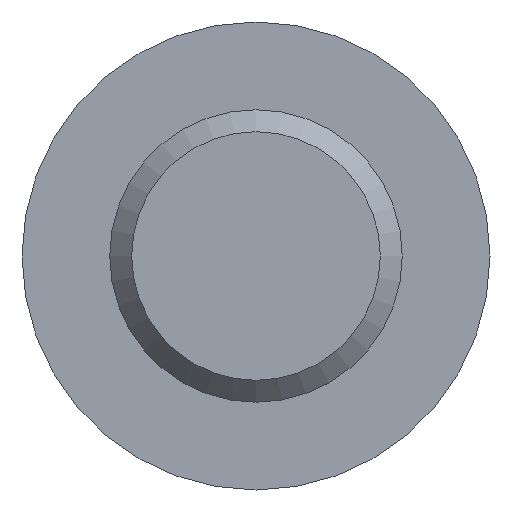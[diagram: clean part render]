
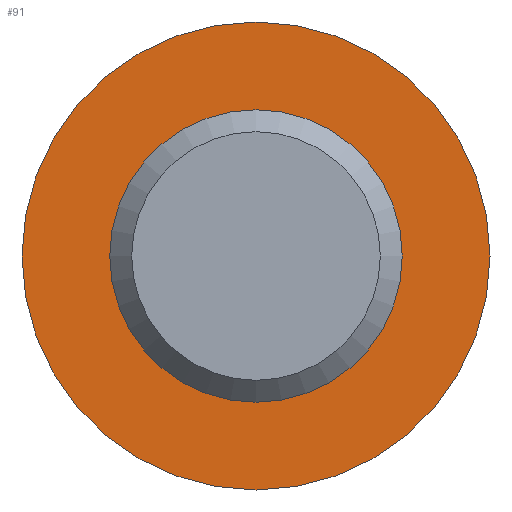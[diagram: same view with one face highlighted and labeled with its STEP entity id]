
A CAD part, front view. The second image highlights one B-rep face of the part: STEP entity #91.
In plain terms, the highlighted planar face has unit normal (0, -1, 0).
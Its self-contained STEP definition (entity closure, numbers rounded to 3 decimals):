
#15 = CIRCLE ( 'NONE', #440, 5. ) ;
#24 = EDGE_CURVE ( 'NONE', #211, #211, #15, .T. ) ;
#32 = AXIS2_PLACEMENT_3D ( 'NONE', #262, #140, #178 ) ;
#50 = PLANE ( 'NONE',  #32 ) ;
#79 = CARTESIAN_POINT ( 'NONE',  ( 0., 70., -5. ) ) ;
#87 = FACE_OUTER_BOUND ( 'NONE', #491, .T. ) ;
#91 = ADVANCED_FACE ( 'NONE', ( #301, #87 ), #50, .F. ) ;
#97 = DIRECTION ( 'NONE',  ( 0., 0., -1. ) ) ;
#101 = ORIENTED_EDGE ( 'NONE', *, *, #24, .F. ) ;
#140 = DIRECTION ( 'NONE',  ( 0., 1., 0. ) ) ;
#178 = DIRECTION ( 'NONE',  ( 0., 0., 1. ) ) ;
#180 = CARTESIAN_POINT ( 'NONE',  ( 0., 70., 0. ) ) ;
#211 = VERTEX_POINT ( 'NONE', #79 ) ;
#225 = CARTESIAN_POINT ( 'NONE',  ( 0., 70., 0. ) ) ;
#252 = VERTEX_POINT ( 'NONE', #453 ) ;
#262 = CARTESIAN_POINT ( 'NONE',  ( -5., 70., 0. ) ) ;
#265 = DIRECTION ( 'NONE',  ( 0., 0., -1. ) ) ;
#282 = EDGE_LOOP ( 'NONE', ( #101 ) ) ;
#298 = EDGE_CURVE ( 'NONE', #252, #252, #390, .T. ) ;
#301 = FACE_BOUND ( 'NONE', #282, .T. ) ;
#362 = ORIENTED_EDGE ( 'NONE', *, *, #298, .T. ) ;
#390 = CIRCLE ( 'NONE', #443, 8. ) ;
#440 = AXIS2_PLACEMENT_3D ( 'NONE', #180, #507, #97 ) ;
#443 = AXIS2_PLACEMENT_3D ( 'NONE', #225, #504, #265 ) ;
#453 = CARTESIAN_POINT ( 'NONE',  ( 0., 70., -8. ) ) ;
#491 = EDGE_LOOP ( 'NONE', ( #362 ) ) ;
#504 = DIRECTION ( 'NONE',  ( 0., -1., 0. ) ) ;
#507 = DIRECTION ( 'NONE',  ( 0., -1., 0. ) ) ;
